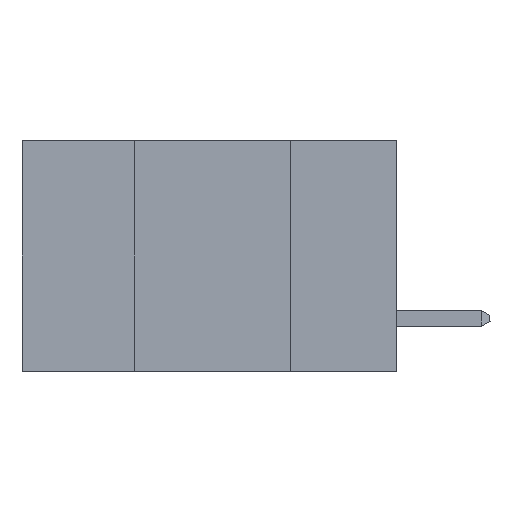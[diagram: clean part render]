
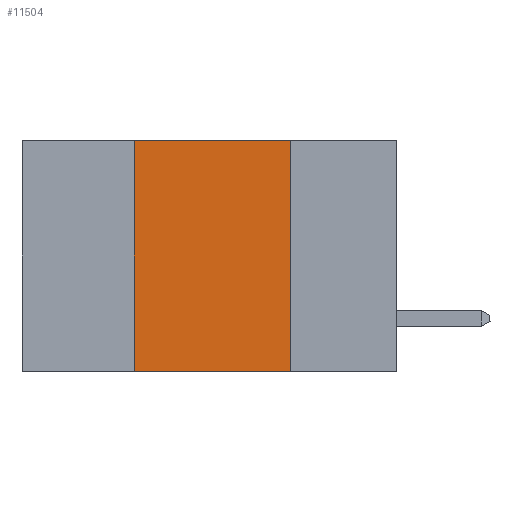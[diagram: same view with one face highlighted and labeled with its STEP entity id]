
A CAD part, left-side view. The second image highlights one B-rep face of the part: STEP entity #11504.
In plain terms, the highlighted planar face has unit normal (-1, 0, 0).
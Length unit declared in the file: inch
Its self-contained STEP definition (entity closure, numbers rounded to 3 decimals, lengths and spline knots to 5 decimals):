
#251 = VERTEX_POINT ( 'NONE', #1828 ) ;
#253 = DIRECTION ( 'NONE',  ( 0., 0., -1. ) ) ;
#972 = EDGE_CURVE ( 'NONE', #4196, #6909, #13480, .T. ) ;
#1828 = CARTESIAN_POINT ( 'NONE',  ( 0., 0.42, -0.37 ) ) ;
#2078 = EDGE_LOOP ( 'NONE', ( #5023, #7719, #6867, #10709 ) ) ;
#2179 = DIRECTION ( 'NONE',  ( 0., -1., 0. ) ) ;
#2218 = DIRECTION ( 'NONE',  ( 0., 0., -1. ) ) ;
#3625 = CARTESIAN_POINT ( 'NONE',  ( 0., 0.6, 0. ) ) ;
#3630 = EDGE_CURVE ( 'NONE', #251, #4196, #11409, .T. ) ;
#4196 = VERTEX_POINT ( 'NONE', #9866 ) ;
#4859 = VECTOR ( 'NONE', #2179, 39.37008 ) ;
#5023 = ORIENTED_EDGE ( 'NONE', *, *, #12341, .F. ) ;
#5525 = FACE_OUTER_BOUND ( 'NONE', #2078, .T. ) ;
#6120 = EDGE_CURVE ( 'NONE', #251, #6678, #7302, .T. ) ;
#6678 = VERTEX_POINT ( 'NONE', #10035 ) ;
#6867 = ORIENTED_EDGE ( 'NONE', *, *, #3630, .F. ) ;
#6909 = VERTEX_POINT ( 'NONE', #10144 ) ;
#6916 = CARTESIAN_POINT ( 'NONE',  ( 0., 0.17, 0. ) ) ;
#7302 = LINE ( 'NONE', #13332, #9154 ) ;
#7701 = PLANE ( 'NONE',  #8610 ) ;
#7719 = ORIENTED_EDGE ( 'NONE', *, *, #972, .F. ) ;
#8003 = DIRECTION ( 'NONE',  ( 0., -1., 0. ) ) ;
#8610 = AXIS2_PLACEMENT_3D ( 'NONE', #9834, #8796, #2218 ) ;
#8796 = DIRECTION ( 'NONE',  ( 1., 0., 0. ) ) ;
#8988 = CARTESIAN_POINT ( 'NONE',  ( 0., 0.42, 0. ) ) ;
#9154 = VECTOR ( 'NONE', #8003, 39.37008 ) ;
#9255 = LINE ( 'NONE', #6916, #12067 ) ;
#9834 = CARTESIAN_POINT ( 'NONE',  ( 0., 0.6, 0. ) ) ;
#9866 = CARTESIAN_POINT ( 'NONE',  ( 0., 0.42, 0. ) ) ;
#10035 = CARTESIAN_POINT ( 'NONE',  ( 0., 0.17, -0.37 ) ) ;
#10144 = CARTESIAN_POINT ( 'NONE',  ( 0., 0.17, 0. ) ) ;
#10709 = ORIENTED_EDGE ( 'NONE', *, *, #6120, .T. ) ;
#11409 = LINE ( 'NONE', #8988, #13941 ) ;
#11504 = ADVANCED_FACE ( 'NONE', ( #5525 ), #7701, .F. ) ;
#12067 = VECTOR ( 'NONE', #253, 39.37008 ) ;
#12341 = EDGE_CURVE ( 'NONE', #6909, #6678, #9255, .T. ) ;
#13291 = DIRECTION ( 'NONE',  ( 0., 0., 1. ) ) ;
#13332 = CARTESIAN_POINT ( 'NONE',  ( 0., 0.6, -0.37 ) ) ;
#13480 = LINE ( 'NONE', #3625, #4859 ) ;
#13941 = VECTOR ( 'NONE', #13291, 39.37008 ) ;
